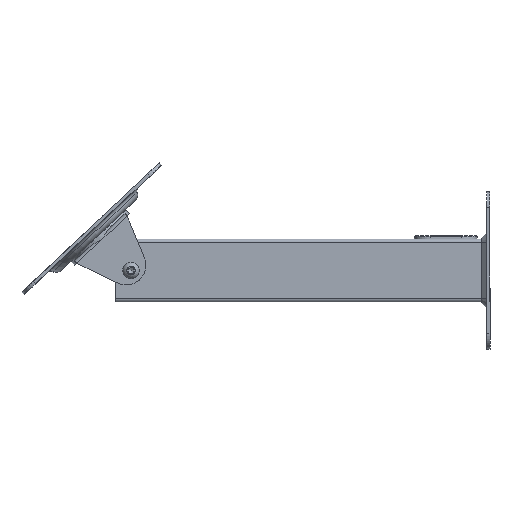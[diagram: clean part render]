
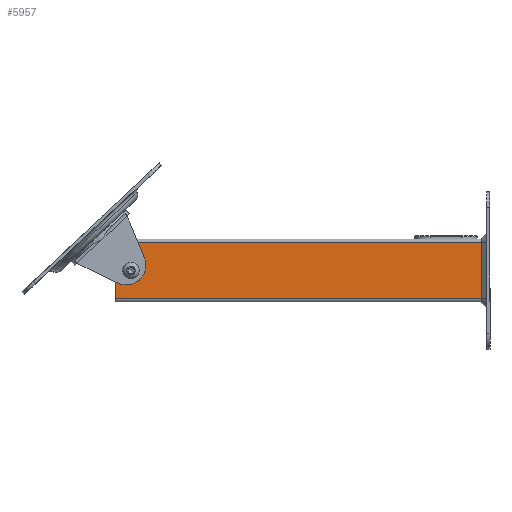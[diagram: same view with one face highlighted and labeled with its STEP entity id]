
A CAD part, left-side view. The second image highlights one B-rep face of the part: STEP entity #5957.
In plain terms, the highlighted planar face has unit normal (-1, 0, 0).
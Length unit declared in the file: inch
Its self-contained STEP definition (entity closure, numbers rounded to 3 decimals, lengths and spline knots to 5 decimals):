
#45=FACE_BOUND('',#876,.T.);
#200=PLANE('',#6482);
#522=FACE_OUTER_BOUND('',#875,.T.);
#875=EDGE_LOOP('',(#4622,#4623,#4624,#4625));
#876=EDGE_LOOP('',(#4626,#4627));
#1247=LINE('',#9435,#1662);
#1316=LINE('',#9678,#1731);
#1322=LINE('',#9708,#1737);
#1323=LINE('',#9710,#1738);
#1662=VECTOR('',#7462,39.37008);
#1731=VECTOR('',#7719,39.37008);
#1737=VECTOR('',#7755,39.37008);
#1738=VECTOR('',#7758,39.37008);
#2105=CIRCLE('',#6483,0.31496);
#2106=CIRCLE('',#6484,0.31496);
#2544=VERTEX_POINT('',#9433);
#2545=VERTEX_POINT('',#9434);
#2624=VERTEX_POINT('',#9675);
#2625=VERTEX_POINT('',#9677);
#2635=VERTEX_POINT('',#9711);
#2636=VERTEX_POINT('',#9712);
#3230=EDGE_CURVE('',#2544,#2545,#1247,.T.);
#3352=EDGE_CURVE('',#2624,#2625,#1316,.T.);
#3367=EDGE_CURVE('',#2545,#2625,#1322,.T.);
#3368=EDGE_CURVE('',#2544,#2624,#1323,.T.);
#3369=EDGE_CURVE('',#2635,#2636,#2105,.T.);
#3370=EDGE_CURVE('',#2636,#2635,#2106,.T.);
#4622=ORIENTED_EDGE('',*,*,#3230,.T.);
#4623=ORIENTED_EDGE('',*,*,#3367,.T.);
#4624=ORIENTED_EDGE('',*,*,#3352,.F.);
#4625=ORIENTED_EDGE('',*,*,#3368,.F.);
#4626=ORIENTED_EDGE('',*,*,#3369,.T.);
#4627=ORIENTED_EDGE('',*,*,#3370,.T.);
#5957=ADVANCED_FACE('',(#522,#45),#200,.T.);
#6482=AXIS2_PLACEMENT_3D('',#9709,#7756,#7757);
#6483=AXIS2_PLACEMENT_3D('',#9713,#7759,#7760);
#6484=AXIS2_PLACEMENT_3D('',#9714,#7761,#7762);
#7462=DIRECTION('',(0.,0.,1.));
#7719=DIRECTION('',(0.,0.,1.));
#7755=DIRECTION('',(0.,1.,0.));
#7756=DIRECTION('center_axis',(-1.,0.,0.));
#7757=DIRECTION('ref_axis',(0.,0.,
1.));
#7758=DIRECTION('',(0.,1.,0.));
#7759=DIRECTION('center_axis',(1.,0.,0.));
#7760=DIRECTION('ref_axis',(0.,-1.,0.));
#7761=DIRECTION('center_axis',(1.,0.,0.));
#7762=DIRECTION('ref_axis',(0.,-1.,0.));
#9433=CARTESIAN_POINT('',(-0.7874,0.,-0.70866));
#9434=CARTESIAN_POINT('',(-0.7874,0.,0.70866));
#9435=CARTESIAN_POINT('',(-0.7874,0.,-0.70866));
#9675=CARTESIAN_POINT('',(-0.7874,9.31102,-0.70866));
#9677=CARTESIAN_POINT('',(-0.7874,9.31102,0.70866));
#9678=CARTESIAN_POINT('',(-0.7874,9.31102,-0.70866));
#9708=CARTESIAN_POINT('',(-0.7874,-0.05118,0.70866));
#9709=CARTESIAN_POINT('Origin',(-0.7874,-0.05118,-0.70866));
#9710=CARTESIAN_POINT('',(-0.7874,-0.05118,-0.70866));
#9711=CARTESIAN_POINT('',(-0.7874,8.60236,0.));
#9712=CARTESIAN_POINT('',(-0.7874,9.23228,0.));
#9713=CARTESIAN_POINT('Origin',(-0.7874,8.91732,0.));
#9714=CARTESIAN_POINT('Origin',(-0.7874,8.91732,0.));
